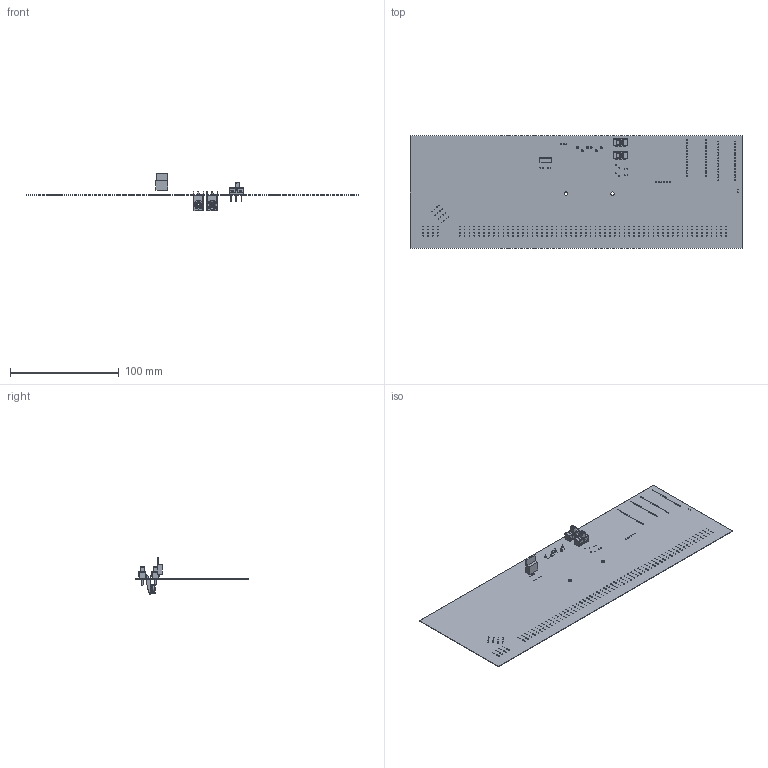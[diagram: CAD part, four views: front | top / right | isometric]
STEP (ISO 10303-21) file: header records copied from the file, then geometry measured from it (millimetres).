
FILE_DESCRIPTION(('Open CASCADE Model'),'2;1');
FILE_NAME('Open CASCADE Shape Model','2023-08-28T22:33:16',('Author'),( 'Open CASCADE'),'Open CASCADE STEP processor 7.5','Open CASCADE 7.5' ,'Unknown');
FILE_SCHEMA(('AUTOMOTIVE_DESIGN { 1 0 10303 214 1 1 1 1 }'));
Length unit declared in the file: millimetre
Products named in the file (16): Open CASCADE STEP translator 7.5 1; Open CASCADE STEP translator 7.5 2; Open CASCADE STEP translator 7.5 3; Open CASCADE STEP translator 7.5 4; Open CASCADE STEP translator 7.5 5; Open CASCADE STEP translator 7.5 6; Open CASCADE STEP translator 7.5 7; Open CASCADE STEP translator 7.5 8; Open CASCADE STEP translator 7.5 9; Open CASCADE STEP translator 7.5 10; Open CASCADE STEP translator 7.5 11; Open CASCADE STEP translator 7.5 12; Open CASCADE STEP translator 7.5 13; Open CASCADE STEP translator 7.5 14; Open CASCADE STEP translator 7.5 15; Open CASCADE STEP translator 7.5 16
Bounding box: 304.8 x 102.87 x 34.03 mm (x, y, z)
Volume: 14805.3 mm3; surface area: 67247.8 mm2
Topology: 45 solids, 45 shells, 1768 faces, 4789 edges, 3139 vertices
Faces by surface type: plane 756, cylinder 510, bspline 400, torus 67, cone 27, sphere 8
Full cylindrical faces by diameter (mm): 0.547 x2, 0.598 x2, 0.636 x256, 0.7 x4, 0.762 x6, 0.85 x4, 0.9 x67, 1 x3, 1.77 x6, 1.778 x2, 1.85 x6, 2.261 x2, 2.388 x2, 2.438 x1, 2.54 x2, 3.1 x2, 3.81 x4, 4.013 x1, 4.623 x1, 5.842 x1, 6.35 x1, 7.925 x1
Entity records: 67164 total; most frequent: CARTESIAN_POINT 17354, ORIENTED_EDGE 9578, DIRECTION 8058, EDGE_CURVE 4789, VERTEX_POINT 3139, LINE 2746, VECTOR 2746, AXIS2_PLACEMENT_3D 2656
